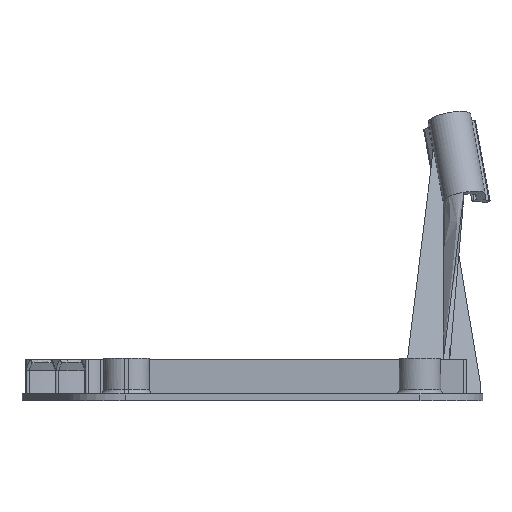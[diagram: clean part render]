
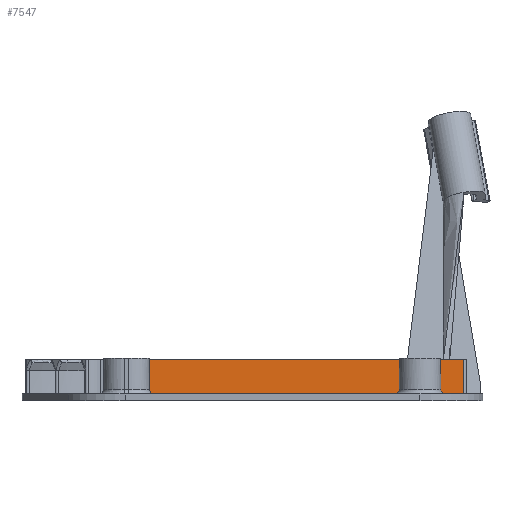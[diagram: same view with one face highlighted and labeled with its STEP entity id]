
A CAD part, front view. The second image highlights one B-rep face of the part: STEP entity #7547.
In plain terms, the highlighted planar face has unit normal (0, -1, 0).
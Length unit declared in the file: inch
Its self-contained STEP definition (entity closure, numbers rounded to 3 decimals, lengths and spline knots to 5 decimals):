
#290=CARTESIAN_POINT('Vertex',(0.03268,0.7874,0.32213)) ;
#928=CARTESIAN_POINT('Vertex',(2.7689,0.7874,0.03937)) ;
#955=CARTESIAN_POINT('Vertex',(2.89947,0.7874,0.)) ;
#959=CARTESIAN_POINT('Control Point',(2.7689,0.7874,0.03937)) ;
#960=CARTESIAN_POINT('Control Point',(2.77217,0.7874,0.03791)) ;
#961=CARTESIAN_POINT('Control Point',(2.77543,0.7874,0.03644)) ;
#962=CARTESIAN_POINT('Control Point',(2.77619,0.7874,0.03611)) ;
#963=CARTESIAN_POINT('Control Point',(2.79018,0.7874,0.02988)) ;
#964=CARTESIAN_POINT('Control Point',(2.80429,0.7874,0.02377)) ;
#965=CARTESIAN_POINT('Control Point',(2.81525,0.7874,0.01927)) ;
#966=CARTESIAN_POINT('Control Point',(2.83778,0.7874,0.01078)) ;
#967=CARTESIAN_POINT('Control Point',(2.86152,0.7874,0.00422)) ;
#968=CARTESIAN_POINT('Control Point',(2.87382,0.7874,0.00162)) ;
#969=CARTESIAN_POINT('Control Point',(2.88656,0.7874,0.)) ;
#970=CARTESIAN_POINT('Control Point',(2.89947,0.7874,0.)) ;
#981=CARTESIAN_POINT('Control Point',(2.7689,0.7874,0.03937)) ;
#982=CARTESIAN_POINT('Control Point',(2.76563,0.7874,0.03791)) ;
#983=CARTESIAN_POINT('Control Point',(2.76236,0.7874,0.03644)) ;
#984=CARTESIAN_POINT('Control Point',(2.76161,0.7874,0.03611)) ;
#985=CARTESIAN_POINT('Control Point',(2.74761,0.7874,0.02988)) ;
#986=CARTESIAN_POINT('Control Point',(2.7335,0.7874,0.02377)) ;
#987=CARTESIAN_POINT('Control Point',(2.72255,0.7874,0.01927)) ;
#988=CARTESIAN_POINT('Control Point',(2.70002,0.7874,0.01078)) ;
#989=CARTESIAN_POINT('Control Point',(2.67627,0.7874,0.00422)) ;
#990=CARTESIAN_POINT('Control Point',(2.66398,0.7874,0.00162)) ;
#991=CARTESIAN_POINT('Control Point',(2.65123,0.7874,0.)) ;
#992=CARTESIAN_POINT('Control Point',(2.63832,0.7874,0.)) ;
#993=CARTESIAN_POINT('Vertex',(2.63832,0.7874,0.)) ;
#4723=CARTESIAN_POINT('Control Point',(0.03268,0.7874,0.03937)) ;
#4724=CARTESIAN_POINT('Control Point',(0.03595,0.7874,0.03791)) ;
#4725=CARTESIAN_POINT('Control Point',(0.03921,0.7874,0.03644)) ;
#4726=CARTESIAN_POINT('Control Point',(0.03997,0.7874,0.03611)) ;
#4727=CARTESIAN_POINT('Control Point',(0.05396,0.7874,0.02988)) ;
#4728=CARTESIAN_POINT('Control Point',(0.06807,0.7874,0.02377)) ;
#4729=CARTESIAN_POINT('Control Point',(0.07903,0.7874,0.01927)) ;
#4730=CARTESIAN_POINT('Control Point',(0.10155,0.7874,0.01078)) ;
#4731=CARTESIAN_POINT('Control Point',(0.1253,0.7874,0.00422)) ;
#4732=CARTESIAN_POINT('Control Point',(0.1376,0.7874,0.00162)) ;
#4733=CARTESIAN_POINT('Control Point',(0.15034,0.7874,0.)) ;
#4734=CARTESIAN_POINT('Control Point',(0.16325,0.7874,0.)) ;
#4735=CARTESIAN_POINT('Vertex',(0.03268,0.7874,0.03937)) ;
#4737=CARTESIAN_POINT('Vertex',(0.16325,0.7874,0.)) ;
#4758=CARTESIAN_POINT('Line Origine',(0.03268,0.7874,0.16732)) ;
#4979=CARTESIAN_POINT('Vertex',(3.18228,0.7874,0.)) ;
#4982=CARTESIAN_POINT('Line Origine',(3.04088,0.7874,0.)) ;
#4987=CARTESIAN_POINT('Line Origine',(1.40079,0.7874,0.)) ;
#6984=CARTESIAN_POINT('Vertex',(3.18228,0.7874,0.32213)) ;
#7065=CARTESIAN_POINT('Line Origine',(1.60748,0.7874,0.32213)) ;
#7519=CARTESIAN_POINT('Axis2P3D Location',(3.20197,0.7874,0.)) ;
#7532=CARTESIAN_POINT('Line Origine',(3.18228,0.7874,0.16106)) ;
#4759=DIRECTION('Vector Direction',(0.,0.,1.)) ;
#4983=DIRECTION('Vector Direction',(-1.,0.,0.)) ;
#4988=DIRECTION('Vector Direction',(-1.,0.,0.)) ;
#7066=DIRECTION('Vector Direction',(-1.,0.,0.)) ;
#7520=DIRECTION('Axis2P3D Direction',(0.,-1.,0.)) ;
#7521=DIRECTION('Axis2P3D XDirection',(0.,0.,1.)) ;
#7533=DIRECTION('Vector Direction',(0.,0.,1.)) ;
#7522=AXIS2_PLACEMENT_3D('Plane Axis2P3D',#7519,#7520,#7521) ;
#7538=ORIENTED_EDGE('',*,*,#4762,.F.) ;
#7539=ORIENTED_EDGE('',*,*,#4739,.T.) ;
#7540=ORIENTED_EDGE('',*,*,#4991,.F.) ;
#7541=ORIENTED_EDGE('',*,*,#995,.F.) ;
#7542=ORIENTED_EDGE('',*,*,#971,.T.) ;
#7543=ORIENTED_EDGE('',*,*,#4986,.F.) ;
#7544=ORIENTED_EDGE('',*,*,#7536,.F.) ;
#7545=ORIENTED_EDGE('',*,*,#7069,.T.) ;
#4760=VECTOR('Line Direction',#4759,0.03937) ;
#4984=VECTOR('Line Direction',#4983,0.03937) ;
#4989=VECTOR('Line Direction',#4988,0.03937) ;
#7067=VECTOR('Line Direction',#7066,0.03937) ;
#7534=VECTOR('Line Direction',#7533,0.03937) ;
#7547=ADVANCED_FACE('PartBody',(#7546),#7523,.T.) ;
#958=B_SPLINE_CURVE_WITH_KNOTS('',5,(#959,#960,#961,#962,#963,#964,#965,#966,#967,#968,#969,#970),.UNSPECIFIED.,.F.,.U.,(6,3,3,6),(0.,0.69966,2.99176,5.31092),.UNSPECIFIED.) ;
#980=B_SPLINE_CURVE_WITH_KNOTS('',5,(#981,#982,#983,#984,#985,#986,#987,#988,#989,#990,#991,#992),.UNSPECIFIED.,.F.,.U.,(6,3,3,6),(0.,0.69966,2.99176,5.31092),.UNSPECIFIED.) ;
#4722=B_SPLINE_CURVE_WITH_KNOTS('',5,(#4723,#4724,#4725,#4726,#4727,#4728,#4729,#4730,#4731,#4732,#4733,#4734),.UNSPECIFIED.,.F.,.U.,(6,3,3,6),(0.,0.69966,2.99175,5.31092),.UNSPECIFIED.) ;
#971=EDGE_CURVE('',#929,#956,#958,.T.) ;
#995=EDGE_CURVE('',#929,#994,#980,.T.) ;
#4739=EDGE_CURVE('',#4736,#4738,#4722,.T.) ;
#4762=EDGE_CURVE('',#4736,#291,#4761,.T.) ;
#4986=EDGE_CURVE('',#4980,#956,#4985,.T.) ;
#4991=EDGE_CURVE('',#994,#4738,#4990,.T.) ;
#7069=EDGE_CURVE('',#6985,#291,#7068,.T.) ;
#7536=EDGE_CURVE('',#6985,#4980,#7535,.F.) ;
#7537=EDGE_LOOP('',(#7538,#7539,#7540,#7541,#7542,#7543,#7544,#7545)) ;
#7546=FACE_OUTER_BOUND('',#7537,.T.) ;
#4761=LINE('Line',#4758,#4760) ;
#4985=LINE('Line',#4982,#4984) ;
#4990=LINE('Line',#4987,#4989) ;
#7068=LINE('Line',#7065,#7067) ;
#7535=LINE('Line',#7532,#7534) ;
#7523=PLANE('',#7522) ;
#291=VERTEX_POINT('',#290) ;
#929=VERTEX_POINT('',#928) ;
#956=VERTEX_POINT('',#955) ;
#994=VERTEX_POINT('',#993) ;
#4736=VERTEX_POINT('',#4735) ;
#4738=VERTEX_POINT('',#4737) ;
#4980=VERTEX_POINT('',#4979) ;
#6985=VERTEX_POINT('',#6984) ;
